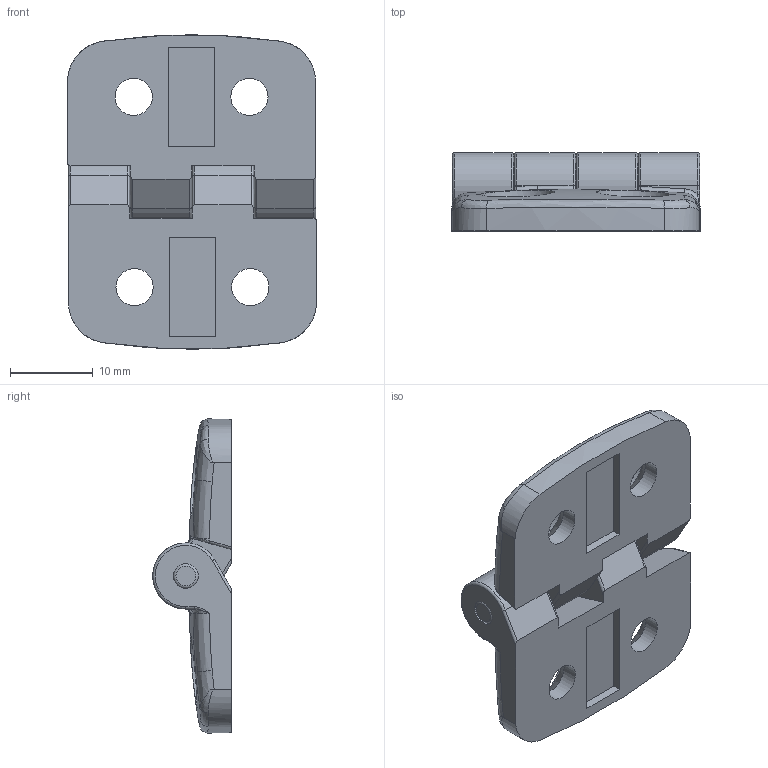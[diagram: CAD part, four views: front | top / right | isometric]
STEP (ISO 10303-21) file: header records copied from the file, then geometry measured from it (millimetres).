
FILE_DESCRIPTION(/* description */ (''),/* implementation_level */ '2;1');
FILE_NAME(/* name */ '612020.1.stp',/* time_stamp */ '2018-08-11T11:13:31+02:00',/* author */ ('Špaček'),/* organization */ ('Alutec K&K'),/* preprocessor_version */ 'ST-DEVELOPER v16.1',/* originating_system */ 'Autodesk Inventor 2016',/* authorisation */ '');
FILE_SCHEMA (('AUTOMOTIVE_DESIGN { 1 0 10303 214 3 1 1 }'));
Length unit declared in the file: millimetre
Products named in the file (3): 095e20f_114072; achse_3-30; 612020.1
Assembly tree (3 placements, depth 2):
  612020.1
    095e20f_114072  x2
    achse_3-30
Bounding box: 30.1 x 9.5 x 38 mm (x, y, z)
Volume: 4878.3 mm3; surface area: 4085.3 mm2
Topology: 3 solids, 3 shells, 145 faces, 379 edges, 236 vertices
Faces by surface type: bspline 52, plane 40, cylinder 39, torus 10, cone 4
Full cylindrical faces by diameter (mm): 3 x5, 4.5 x4
Entity records: 3050 total; most frequent: CARTESIAN_POINT 1366, ORIENTED_EDGE 358, DIRECTION 304, EDGE_CURVE 179, AXIS2_PLACEMENT_3D 124, VERTEX_POINT 116, EDGE_LOOP 91, FACE_OUTER_BOUND 75
